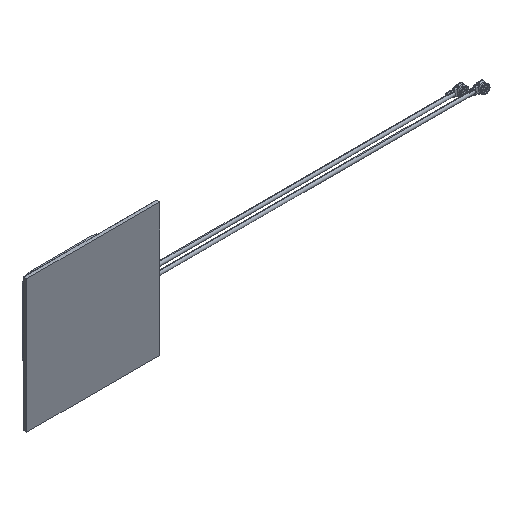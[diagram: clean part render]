
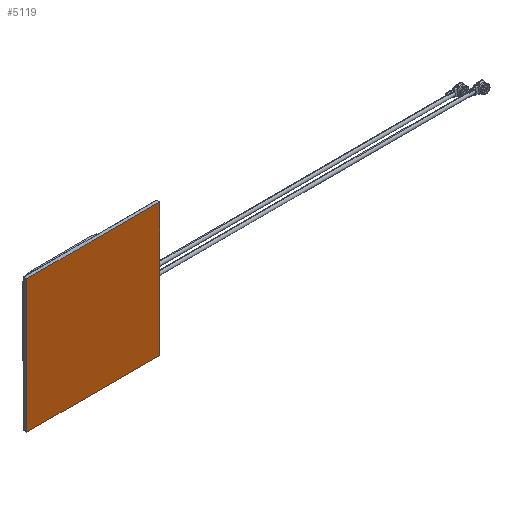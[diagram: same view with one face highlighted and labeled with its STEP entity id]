
A CAD part, isometric view. The second image highlights one B-rep face of the part: STEP entity #5119.
In plain terms, the highlighted planar face has unit normal (0, -1, 0).
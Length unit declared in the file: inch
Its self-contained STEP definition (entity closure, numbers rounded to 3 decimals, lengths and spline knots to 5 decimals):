
#56 = CARTESIAN_POINT ( 'NONE',  ( -0.82677, 0., -0.82677 ) ) ;
#323 = PLANE ( 'NONE',  #5832 ) ;
#420 = ORIENTED_EDGE ( 'NONE', *, *, #4427, .F. ) ;
#465 = LINE ( 'NONE', #4062, #2969 ) ;
#745 = VERTEX_POINT ( 'NONE', #3330 ) ;
#829 = DIRECTION ( 'NONE',  ( 0., 0., -1. ) ) ;
#954 = VECTOR ( 'NONE', #3146, 39.37008 ) ;
#1027 = ORIENTED_EDGE ( 'NONE', *, *, #3295, .F. ) ;
#1059 = CARTESIAN_POINT ( 'NONE',  ( -0.82677, 0., -0.82677 ) ) ;
#1237 = ORIENTED_EDGE ( 'NONE', *, *, #5100, .F. ) ;
#1635 = CARTESIAN_POINT ( 'NONE',  ( 0.82677, 0., -0.82677 ) ) ;
#1860 = CARTESIAN_POINT ( 'NONE',  ( 0.82677, 0., -0.82677 ) ) ;
#2969 = VECTOR ( 'NONE', #4104, 39.37008 ) ;
#3001 = EDGE_LOOP ( 'NONE', ( #420, #4936, #1027, #1237 ) ) ;
#3125 = CARTESIAN_POINT ( 'NONE',  ( 0., 0., 0. ) ) ;
#3146 = DIRECTION ( 'NONE',  ( 1., 0., 0. ) ) ;
#3295 = EDGE_CURVE ( 'NONE', #745, #5296, #465, .T. ) ;
#3330 = CARTESIAN_POINT ( 'NONE',  ( 0.82677, 0., 0.82677 ) ) ;
#3375 = LINE ( 'NONE', #1635, #4913 ) ;
#3555 = VECTOR ( 'NONE', #3820, 39.37008 ) ;
#3598 = CARTESIAN_POINT ( 'NONE',  ( 0.82677, 0., 0.82677 ) ) ;
#3671 = VERTEX_POINT ( 'NONE', #3984 ) ;
#3820 = DIRECTION ( 'NONE',  ( 0., 0., 1. ) ) ;
#3984 = CARTESIAN_POINT ( 'NONE',  ( -0.82677, 0., 0.82677 ) ) ;
#4062 = CARTESIAN_POINT ( 'NONE',  ( 0.82677, 0., -0.82677 ) ) ;
#4104 = DIRECTION ( 'NONE',  ( 0., 0., -1. ) ) ;
#4393 = VERTEX_POINT ( 'NONE', #1059 ) ;
#4427 = EDGE_CURVE ( 'NONE', #4393, #3671, #5223, .T. ) ;
#4913 = VECTOR ( 'NONE', #4941, 39.37008 ) ;
#4936 = ORIENTED_EDGE ( 'NONE', *, *, #5568, .F. ) ;
#4941 = DIRECTION ( 'NONE',  ( -1., 0., 0. ) ) ;
#5100 = EDGE_CURVE ( 'NONE', #3671, #745, #6099, .T. ) ;
#5119 = ADVANCED_FACE ( 'NONE', ( #5953 ), #323, .T. ) ;
#5223 = LINE ( 'NONE', #56, #3555 ) ;
#5296 = VERTEX_POINT ( 'NONE', #1860 ) ;
#5568 = EDGE_CURVE ( 'NONE', #5296, #4393, #3375, .T. ) ;
#5832 = AXIS2_PLACEMENT_3D ( 'NONE', #3125, #6003, #829 ) ;
#5953 = FACE_OUTER_BOUND ( 'NONE', #3001, .T. ) ;
#6003 = DIRECTION ( 'NONE',  ( 0., -1., 0. ) ) ;
#6099 = LINE ( 'NONE', #3598, #954 ) ;
